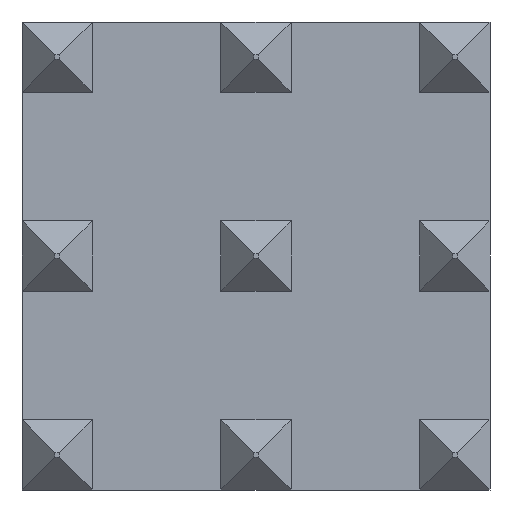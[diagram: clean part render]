
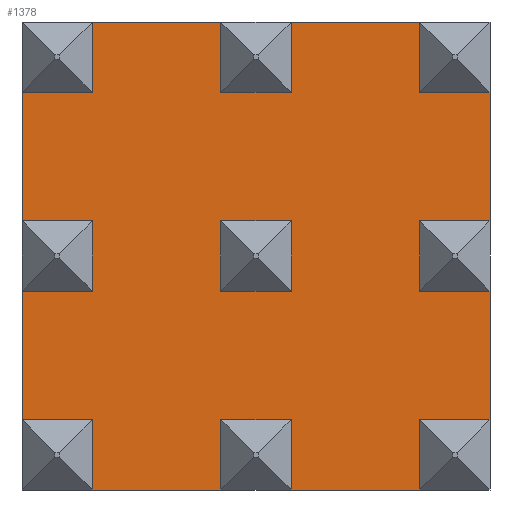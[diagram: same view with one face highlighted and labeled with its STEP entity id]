
A CAD part, front view. The second image highlights one B-rep face of the part: STEP entity #1378.
In plain terms, the highlighted planar face has unit normal (0, -1, 0).
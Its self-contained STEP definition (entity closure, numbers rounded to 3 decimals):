
#21=FACE_BOUND('',#193,.T.);
#108=FACE_OUTER_BOUND('',#192,.T.);
#192=EDGE_LOOP('',(#1187,#1188,#1189,#1190,#1191,#1192,#1193,#1194,#1195,
#1196,#1197,#1198,#1199,#1200,#1201,#1202,#1203,#1204,#1205,#1206,#1207,
#1208,#1209,#1210,#1211,#1212,#1213,#1214));
#193=EDGE_LOOP('',(#1215,#1216,#1217,#1218));
#209=LINE('',#1848,#389);
#212=LINE('',#1854,#392);
#226=LINE('',#1883,#406);
#229=LINE('',#1889,#409);
#231=LINE('',#1893,#411);
#245=LINE('',#1923,#425);
#248=LINE('',#1928,#428);
#262=LINE('',#1957,#442);
#265=LINE('',#1962,#445);
#267=LINE('',#1967,#447);
#281=LINE('',#1996,#461);
#284=LINE('',#2001,#464);
#286=LINE('',#2006,#466);
#287=LINE('',#2008,#467);
#301=LINE('',#2037,#481);
#304=LINE('',#2044,#484);
#306=LINE('',#2047,#486);
#320=LINE('',#2076,#500);
#323=LINE('',#2081,#503);
#337=LINE('',#2111,#517);
#340=LINE('',#2116,#520);
#341=LINE('',#2120,#521);
#356=LINE('',#2150,#536);
#361=LINE('',#2158,#541);
#362=LINE('',#2159,#542);
#363=LINE('',#2163,#543);
#365=LINE('',#2181,#545);
#366=LINE('',#2182,#546);
#371=LINE('',#2190,#551);
#372=LINE('',#2191,#552);
#374=LINE('',#2194,#554);
#375=LINE('',#2195,#555);
#389=VECTOR('',#1492,1.5);
#392=VECTOR('',#1499,1.5);
#406=VECTOR('',#1523,1.5);
#409=VECTOR('',#1530,1.5);
#411=VECTOR('',#1534,1.5);
#425=VECTOR('',#1560,1.5);
#428=VECTOR('',#1565,1.5);
#442=VECTOR('',#1589,1.5);
#445=VECTOR('',#1594,1.5);
#447=VECTOR('',#1600,1.5);
#461=VECTOR('',#1624,1.5);
#464=VECTOR('',#1629,1.5);
#466=VECTOR('',#1635,1.5);
#467=VECTOR('',#1638,1.5);
#481=VECTOR('',#1662,1.5);
#484=VECTOR('',#1669,1.5);
#486=VECTOR('',#1673,1.5);
#500=VECTOR('',#1697,1.5);
#503=VECTOR('',#1702,1.5);
#517=VECTOR('',#1728,1.5);
#520=VECTOR('',#1733,1.5);
#521=VECTOR('',#1738,1.5);
#536=VECTOR('',#1763,1.5);
#541=VECTOR('',#1770,2.75);
#542=VECTOR('',#1771,2.75);
#543=VECTOR('',#1776,1.5);
#545=VECTOR('',#1800,2.75);
#546=VECTOR('',#1801,2.75);
#551=VECTOR('',#1808,2.75);
#552=VECTOR('',#1809,2.75);
#554=VECTOR('',#1813,2.75);
#555=VECTOR('',#1814,2.75);
#564=VERTEX_POINT('',#1845);
#565=VERTEX_POINT('',#1847);
#566=VERTEX_POINT('',#1852);
#575=VERTEX_POINT('',#1880);
#576=VERTEX_POINT('',#1882);
#577=VERTEX_POINT('',#1887);
#578=VERTEX_POINT('',#1891);
#587=VERTEX_POINT('',#1920);
#588=VERTEX_POINT('',#1922);
#589=VERTEX_POINT('',#1926);
#598=VERTEX_POINT('',#1954);
#599=VERTEX_POINT('',#1956);
#600=VERTEX_POINT('',#1960);
#601=VERTEX_POINT('',#1965);
#610=VERTEX_POINT('',#1993);
#611=VERTEX_POINT('',#1995);
#612=VERTEX_POINT('',#1999);
#613=VERTEX_POINT('',#2004);
#622=VERTEX_POINT('',#2034);
#623=VERTEX_POINT('',#2036);
#624=VERTEX_POINT('',#2041);
#625=VERTEX_POINT('',#2043);
#634=VERTEX_POINT('',#2073);
#635=VERTEX_POINT('',#2075);
#636=VERTEX_POINT('',#2079);
#645=VERTEX_POINT('',#2108);
#646=VERTEX_POINT('',#2110);
#647=VERTEX_POINT('',#2114);
#648=VERTEX_POINT('',#2119);
#657=VERTEX_POINT('',#2147);
#658=VERTEX_POINT('',#2149);
#661=VERTEX_POINT('',#2162);
#682=EDGE_CURVE('',#565,#564,#209,.T.);
#685=EDGE_CURVE('',#564,#566,#212,.T.);
#699=EDGE_CURVE('',#576,#575,#226,.T.);
#702=EDGE_CURVE('',#575,#577,#229,.T.);
#704=EDGE_CURVE('',#577,#578,#231,.T.);
#718=EDGE_CURVE('',#588,#587,#245,.T.);
#721=EDGE_CURVE('',#587,#589,#248,.T.);
#735=EDGE_CURVE('',#599,#598,#262,.T.);
#738=EDGE_CURVE('',#598,#600,#265,.T.);
#740=EDGE_CURVE('',#600,#601,#267,.T.);
#754=EDGE_CURVE('',#611,#610,#281,.T.);
#757=EDGE_CURVE('',#610,#612,#284,.T.);
#759=EDGE_CURVE('',#612,#613,#286,.T.);
#760=EDGE_CURVE('',#613,#611,#287,.T.);
#774=EDGE_CURVE('',#623,#622,#301,.T.);
#777=EDGE_CURVE('',#625,#624,#304,.T.);
#779=EDGE_CURVE('',#624,#623,#306,.T.);
#793=EDGE_CURVE('',#635,#634,#320,.T.);
#796=EDGE_CURVE('',#634,#636,#323,.T.);
#810=EDGE_CURVE('',#646,#645,#337,.T.);
#813=EDGE_CURVE('',#645,#647,#340,.T.);
#814=EDGE_CURVE('',#648,#646,#341,.T.);
#829=EDGE_CURVE('',#658,#657,#356,.T.);
#834=EDGE_CURVE('',#622,#588,#361,.T.);
#835=EDGE_CURVE('',#657,#625,#362,.T.);
#836=EDGE_CURVE('',#661,#658,#363,.T.);
#843=EDGE_CURVE('',#647,#661,#365,.T.);
#844=EDGE_CURVE('',#636,#648,#366,.T.);
#849=EDGE_CURVE('',#578,#565,#371,.T.);
#850=EDGE_CURVE('',#589,#576,#372,.T.);
#852=EDGE_CURVE('',#601,#635,#374,.T.);
#853=EDGE_CURVE('',#566,#599,#375,.T.);
#1187=ORIENTED_EDGE('',*,*,#685,.T.);
#1188=ORIENTED_EDGE('',*,*,#853,.T.);
#1189=ORIENTED_EDGE('',*,*,#735,.T.);
#1190=ORIENTED_EDGE('',*,*,#738,.T.);
#1191=ORIENTED_EDGE('',*,*,#740,.T.);
#1192=ORIENTED_EDGE('',*,*,#852,.T.);
#1193=ORIENTED_EDGE('',*,*,#793,.T.);
#1194=ORIENTED_EDGE('',*,*,#796,.T.);
#1195=ORIENTED_EDGE('',*,*,#844,.T.);
#1196=ORIENTED_EDGE('',*,*,#814,.T.);
#1197=ORIENTED_EDGE('',*,*,#810,.T.);
#1198=ORIENTED_EDGE('',*,*,#813,.T.);
#1199=ORIENTED_EDGE('',*,*,#843,.T.);
#1200=ORIENTED_EDGE('',*,*,#836,.T.);
#1201=ORIENTED_EDGE('',*,*,#829,.T.);
#1202=ORIENTED_EDGE('',*,*,#835,.T.);
#1203=ORIENTED_EDGE('',*,*,#777,.T.);
#1204=ORIENTED_EDGE('',*,*,#779,.T.);
#1205=ORIENTED_EDGE('',*,*,#774,.T.);
#1206=ORIENTED_EDGE('',*,*,#834,.T.);
#1207=ORIENTED_EDGE('',*,*,#718,.T.);
#1208=ORIENTED_EDGE('',*,*,#721,.T.);
#1209=ORIENTED_EDGE('',*,*,#850,.T.);
#1210=ORIENTED_EDGE('',*,*,#699,.T.);
#1211=ORIENTED_EDGE('',*,*,#702,.T.);
#1212=ORIENTED_EDGE('',*,*,#704,.T.);
#1213=ORIENTED_EDGE('',*,*,#849,.T.);
#1214=ORIENTED_EDGE('',*,*,#682,.T.);
#1215=ORIENTED_EDGE('',*,*,#754,.T.);
#1216=ORIENTED_EDGE('',*,*,#757,.T.);
#1217=ORIENTED_EDGE('',*,*,#759,.T.);
#1218=ORIENTED_EDGE('',*,*,#760,.T.);
#1298=PLANE('',#1465);
#1378=ADVANCED_FACE('',(#108,#21),#1298,.F.);
#1465=AXIS2_PLACEMENT_3D('',#2196,#1815,#1816);
#1492=DIRECTION('',(-1.,0.,0.));
#1499=DIRECTION('',(0.,0.,1.));
#1523=DIRECTION('',(-1.,0.,0.));
#1530=DIRECTION('',(0.,0.,1.));
#1534=DIRECTION('',(1.,0.,0.));
#1560=DIRECTION('',(0.,0.,1.));
#1565=DIRECTION('',(1.,0.,0.));
#1589=DIRECTION('',(0.,0.,-1.));
#1594=DIRECTION('',(-1.,0.,0.));
#1600=DIRECTION('',(0.,0.,1.));
#1624=DIRECTION('',(0.,0.,-1.));
#1629=DIRECTION('',(-1.,0.,0.));
#1635=DIRECTION('',(0.,0.,1.));
#1638=DIRECTION('',(1.,0.,0.));
#1662=DIRECTION('',(0.,0.,-1.));
#1669=DIRECTION('',(0.,0.,1.));
#1673=DIRECTION('',(1.,0.,0.));
#1697=DIRECTION('',(0.,0.,-1.));
#1702=DIRECTION('',(-1.,0.,0.));
#1728=DIRECTION('',(0.,0.,-1.));
#1733=DIRECTION('',(-1.,0.,0.));
#1738=DIRECTION('',(1.,0.,0.));
#1763=DIRECTION('',(0.,0.,-1.));
#1770=DIRECTION('',(1.,0.,0.));
#1771=DIRECTION('',(1.,0.,0.));
#1776=DIRECTION('',(1.,0.,0.));
#1800=DIRECTION('',(0.,0.,-1.));
#1801=DIRECTION('',(0.,0.,-1.));
#1808=DIRECTION('',(0.,0.,1.));
#1809=DIRECTION('',(0.,0.,1.));
#1813=DIRECTION('',(-1.,0.,0.));
#1814=DIRECTION('',(-1.,0.,0.));
#1815=DIRECTION('center_axis',(0.,1.,0.));
#1816=DIRECTION('ref_axis',(0.,0.,1.));
#1845=CARTESIAN_POINT('',(3.5,0.,3.5));
#1847=CARTESIAN_POINT('',(5.,0.,3.5));
#1848=CARTESIAN_POINT('',(1.75,0.,3.5));
#1852=CARTESIAN_POINT('',(3.5,0.,5.));
#1854=CARTESIAN_POINT('',(3.5,0.,2.5));
#1880=CARTESIAN_POINT('',(3.5,0.,-0.75));
#1882=CARTESIAN_POINT('',(5.,0.,-0.75));
#1883=CARTESIAN_POINT('',(1.75,0.,-0.75));
#1887=CARTESIAN_POINT('',(3.5,0.,0.75));
#1889=CARTESIAN_POINT('',(3.5,0.,0.375));
#1891=CARTESIAN_POINT('',(5.,0.,0.75));
#1893=CARTESIAN_POINT('',(2.5,0.,0.75));
#1920=CARTESIAN_POINT('',(3.5,0.,-3.5));
#1922=CARTESIAN_POINT('',(3.5,0.,-5.));
#1923=CARTESIAN_POINT('',(3.5,0.,-1.75));
#1926=CARTESIAN_POINT('',(5.,0.,-3.5));
#1928=CARTESIAN_POINT('',(2.5,0.,-3.5));
#1954=CARTESIAN_POINT('',(0.75,0.,3.5));
#1956=CARTESIAN_POINT('',(0.75,0.,5.));
#1957=CARTESIAN_POINT('',(0.75,0.,1.75));
#1960=CARTESIAN_POINT('',(-0.75,0.,3.5));
#1962=CARTESIAN_POINT('',(-0.375,0.,3.5));
#1965=CARTESIAN_POINT('',(-0.75,0.,5.));
#1967=CARTESIAN_POINT('',(-0.75,0.,2.5));
#1993=CARTESIAN_POINT('',(0.75,0.,-0.75));
#1995=CARTESIAN_POINT('',(0.75,0.,0.75));
#1996=CARTESIAN_POINT('',(0.75,0.,-0.375));
#1999=CARTESIAN_POINT('',(-0.75,0.,-0.75));
#2001=CARTESIAN_POINT('',(-0.375,0.,-0.75));
#2004=CARTESIAN_POINT('',(-0.75,0.,0.75));
#2006=CARTESIAN_POINT('',(-0.75,0.,0.375));
#2008=CARTESIAN_POINT('',(0.375,0.,0.75));
#2034=CARTESIAN_POINT('',(0.75,0.,-5.));
#2036=CARTESIAN_POINT('',(0.75,0.,-3.5));
#2037=CARTESIAN_POINT('',(0.75,0.,-2.5));
#2041=CARTESIAN_POINT('',(-0.75,0.,-3.5));
#2043=CARTESIAN_POINT('',(-0.75,0.,-5.));
#2044=CARTESIAN_POINT('',(-0.75,0.,-1.75));
#2047=CARTESIAN_POINT('',(0.375,0.,-3.5));
#2073=CARTESIAN_POINT('',(-3.5,0.,3.5));
#2075=CARTESIAN_POINT('',(-3.5,0.,5.));
#2076=CARTESIAN_POINT('',(-3.5,0.,1.75));
#2079=CARTESIAN_POINT('',(-5.,0.,3.5));
#2081=CARTESIAN_POINT('',(-2.5,0.,3.5));
#2108=CARTESIAN_POINT('',(-3.5,0.,-0.75));
#2110=CARTESIAN_POINT('',(-3.5,0.,0.75));
#2111=CARTESIAN_POINT('',(-3.5,0.,-0.375));
#2114=CARTESIAN_POINT('',(-5.,0.,-0.75));
#2116=CARTESIAN_POINT('',(-2.5,0.,-0.75));
#2119=CARTESIAN_POINT('',(-5.,0.,0.75));
#2120=CARTESIAN_POINT('',(-1.75,0.,0.75));
#2147=CARTESIAN_POINT('',(-3.5,0.,-5.));
#2149=CARTESIAN_POINT('',(-3.5,0.,-3.5));
#2150=CARTESIAN_POINT('',(-3.5,0.,-2.5));
#2158=CARTESIAN_POINT('',(-5.,0.,-5.));
#2159=CARTESIAN_POINT('',(-5.,0.,-5.));
#2162=CARTESIAN_POINT('',(-5.,0.,-3.5));
#2163=CARTESIAN_POINT('',(-1.75,0.,-3.5));
#2181=CARTESIAN_POINT('',(-5.,0.,5.));
#2182=CARTESIAN_POINT('',(-5.,0.,5.));
#2190=CARTESIAN_POINT('',(5.,0.,-5.));
#2191=CARTESIAN_POINT('',(5.,0.,-5.));
#2194=CARTESIAN_POINT('',(5.,0.,5.));
#2195=CARTESIAN_POINT('',(5.,0.,5.));
#2196=CARTESIAN_POINT('Origin',(0.,0.,0.));
